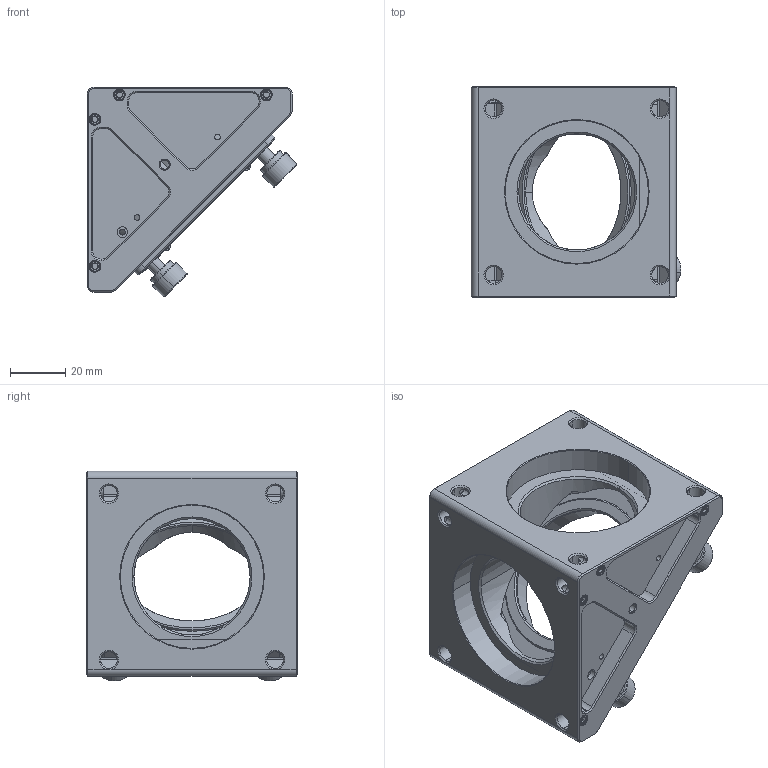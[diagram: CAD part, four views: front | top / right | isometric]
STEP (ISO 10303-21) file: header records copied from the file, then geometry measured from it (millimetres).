
FILE_DESCRIPTION (( 'STEP AP203' ), '1' );
FILE_NAME ('2.3.3.1_L60T-Z6M_60 mm笼式系统直角光学调整架，带6mm笼杆孔，带M4，M6螺纹.STEP', '2021-07-29T08:01:53', ( 'China' ), ( 'Home' ), 'SwSTEP 2.0', 'SolidWorks 2018', '' );
FILE_SCHEMA (( 'CONFIG_CONTROL_DESIGN' ));
Length unit declared in the file: millimetre
Products named in the file (1): 2.3.3.1_L60T-Z6M_60 mm笼式系统直角光学调整架，带6mm笼杆孔，带M4，M6螺纹
Bounding box: 75.62 x 76.2 x 75.62 mm (x, y, z)
Surface area: 44109.5 mm2 (no closed solid volume)
Topology: 0 solids, 42 shells, 634 faces, 1706 edges, 1084 vertices
Faces by surface type: plane 225, cone 222, cylinder 161, bspline 26
Entity records: 37956 total; most frequent: CARTESIAN_POINT 22241, DIRECTION 3347, ORIENTED_EDGE 3053, EDGE_CURVE 1690, AXIS2_PLACEMENT_3D 1270, VERTEX_POINT 1084, VECTOR 807, LINE 807
